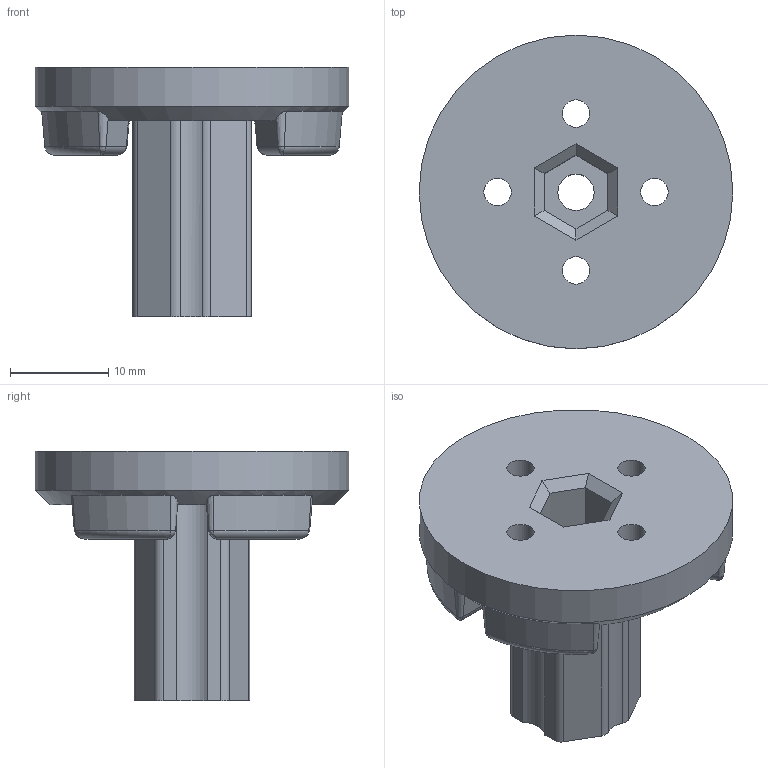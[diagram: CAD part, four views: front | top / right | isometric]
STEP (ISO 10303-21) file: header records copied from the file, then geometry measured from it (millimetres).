
FILE_DESCRIPTION( ( '' ), ' ' );
FILE_NAME( '5cafaa006e1b28179f4972c0.step', '2019-04-11T20:56:32', ( '' ), ( '' ), ' ', ' ', ' ' );
FILE_SCHEMA( ( 'AUTOMOTIVE_DESIGN { 1 0 10303 214 1 1 1 1 }' ) );
Length unit declared in the file: metre
Products named in the file (1): Part 1
Bounding box: 32 x 32 x 25.5 mm (x, y, z)
Volume: 6329.4 mm3; surface area: 3950.8 mm2
Topology: 1 solids, 1 shells, 115 faces, 295 edges, 168 vertices
Faces by surface type: plane 40, cylinder 26, cone 25, bspline 16, torus 8
Full cylindrical faces by diameter (mm): 2.8 x4, 3.7 x1, 5 x4, 32 x1
Entity records: 12128 total; most frequent: CARTESIAN_POINT 8700, ORIENTED_EDGE 524, DIRECTION 474, EDGE_CURVE 262, AXIS2_PLACEMENT_3D 176, VERTEX_POINT 162, EDGE_LOOP 138, FACE_OUTER_BOUND 125
